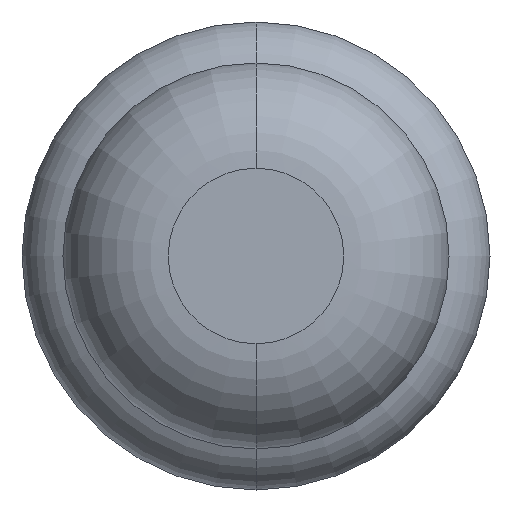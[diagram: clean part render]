
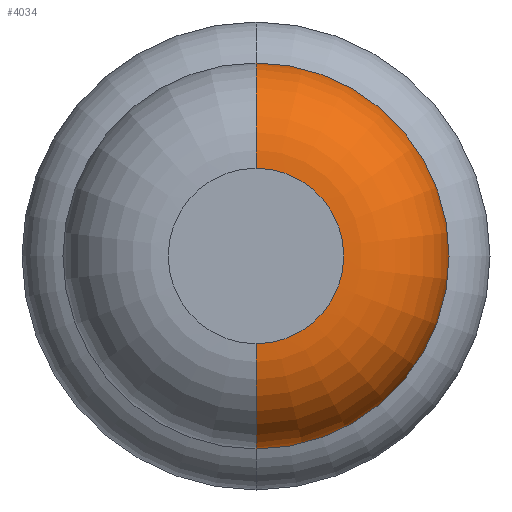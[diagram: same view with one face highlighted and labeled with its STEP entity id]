
A CAD part, front view. The second image highlights one B-rep face of the part: STEP entity #4034.
In plain terms, the highlighted toroidal (fillet/blend) face has major radius 0.375 mm and minor radius 0.45 mm.
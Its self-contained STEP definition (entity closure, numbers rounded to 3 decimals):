
#253 = EDGE_CURVE ( 'NONE', #1316, #3175, #3980, .T. ) ;
#305 = VERTEX_POINT ( 'NONE', #1459 ) ;
#387 = TOROIDAL_SURFACE ( 'NONE', #997, 0.375, 0.45 ) ;
#447 = CARTESIAN_POINT ( 'NONE',  ( 0., -29., 0.375 ) ) ;
#501 = ORIENTED_EDGE ( 'NONE', *, *, #3235, .F. ) ;
#785 = EDGE_LOOP ( 'NONE', ( #3410, #4708, #1997, #501 ) ) ;
#997 = AXIS2_PLACEMENT_3D ( 'NONE', #2932, #2986, #2964 ) ;
#1035 = DIRECTION ( 'NONE',  ( 1., 0., 0. ) ) ;
#1287 = EDGE_CURVE ( 'Defeature ausgef�hrt4_8+Defeature ausgef�hrt4_7+Defeature ausgef�hrt4_7+Defeature ausgef�hrt4_7', #305, #3175, #3540, .T. ) ;
#1316 = VERTEX_POINT ( 'NONE', #4367 ) ;
#1459 = CARTESIAN_POINT ( 'NONE',  ( 0., -28.55, 0.825 ) ) ;
#1784 = DIRECTION ( 'NONE',  ( 0., 0., 1. ) ) ;
#1798 = CARTESIAN_POINT ( 'NONE',  ( 0., -28.55, 0. ) ) ;
#1997 = ORIENTED_EDGE ( 'NONE', *, *, #1287, .F. ) ;
#2024 = CIRCLE ( 'NONE', #2432, 0.375 ) ;
#2136 = DIRECTION ( 'NONE',  ( 0., 0., -1. ) ) ;
#2297 = EDGE_CURVE ( 'Defeature ausgef�hrt4_7+Defeature ausgef�hrt4_6+Defeature ausgef�hrt4_6+Defeature ausgef�hrt4_6', #3060, #1316, #2024, .T. ) ;
#2335 = CARTESIAN_POINT ( 'NONE',  ( 0., -28.55, -0.825 ) ) ;
#2432 = AXIS2_PLACEMENT_3D ( 'NONE', #3129, #2467, #4291 ) ;
#2467 = DIRECTION ( 'NONE',  ( 0., 1., 0. ) ) ;
#2524 = FACE_OUTER_BOUND ( 'NONE', #785, .T. ) ;
#2526 = DIRECTION ( 'NONE',  ( 0., 1., 0. ) ) ;
#2856 = CARTESIAN_POINT ( 'NONE',  ( 0., -28.55, -0.375 ) ) ;
#2932 = CARTESIAN_POINT ( 'NONE',  ( 0., -28.55, 0. ) ) ;
#2964 = DIRECTION ( 'NONE',  ( 0., 0., 1. ) ) ;
#2986 = DIRECTION ( 'NONE',  ( 0., 1., 0. ) ) ;
#3060 = VERTEX_POINT ( 'NONE', #447 ) ;
#3129 = CARTESIAN_POINT ( 'NONE',  ( 0., -29., 0. ) ) ;
#3175 = VERTEX_POINT ( 'NONE', #2335 ) ;
#3235 = EDGE_CURVE ( 'NONE', #3060, #305, #4431, .T. ) ;
#3410 = ORIENTED_EDGE ( 'NONE', *, *, #2297, .T. ) ;
#3488 = DIRECTION ( 'NONE',  ( 0., 0., 1. ) ) ;
#3540 = CIRCLE ( 'NONE', #3891, 0.825 ) ;
#3802 = CARTESIAN_POINT ( 'NONE',  ( 0., -28.55, 0.375 ) ) ;
#3866 = DIRECTION ( 'NONE',  ( -1., 0., 0. ) ) ;
#3891 = AXIS2_PLACEMENT_3D ( 'NONE', #1798, #2526, #1784 ) ;
#3980 = CIRCLE ( 'NONE', #4154, 0.45 ) ;
#3993 = AXIS2_PLACEMENT_3D ( 'NONE', #3802, #3866, #3488 ) ;
#4034 = ADVANCED_FACE ( 'Defeature ausgef�hrt4_7', ( #2524 ), #387, .T. ) ;
#4154 = AXIS2_PLACEMENT_3D ( 'NONE', #2856, #1035, #2136 ) ;
#4291 = DIRECTION ( 'NONE',  ( 0., 0., 1. ) ) ;
#4367 = CARTESIAN_POINT ( 'NONE',  ( 0., -29., -0.375 ) ) ;
#4431 = CIRCLE ( 'NONE', #3993, 0.45 ) ;
#4708 = ORIENTED_EDGE ( 'NONE', *, *, #253, .T. ) ;
